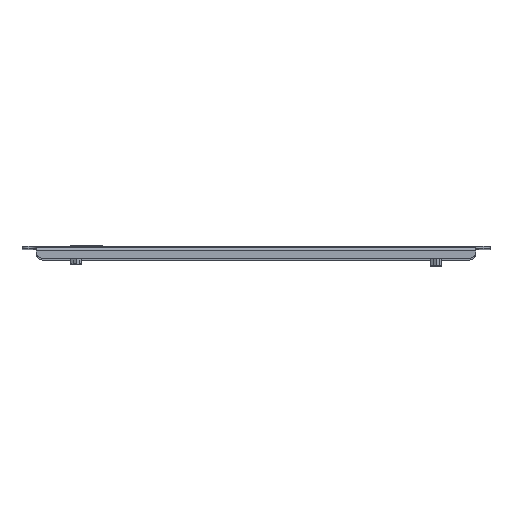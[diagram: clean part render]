
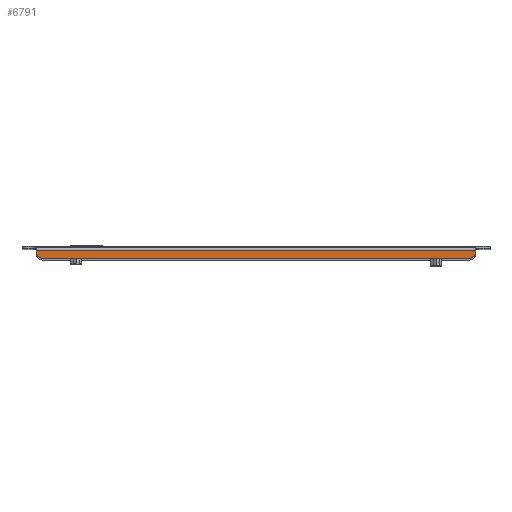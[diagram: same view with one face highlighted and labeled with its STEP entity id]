
A CAD part, top view. The second image highlights one B-rep face of the part: STEP entity #6791.
In plain terms, the highlighted planar face has unit normal (0, 0, 1).
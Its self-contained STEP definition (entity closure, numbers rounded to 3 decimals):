
#51 = EDGE_CURVE ( 'NONE', #8952, #1375, #6396, .T. ) ;
#61 = ORIENTED_EDGE ( 'NONE', *, *, #2676, .F. ) ;
#1040 = CARTESIAN_POINT ( 'NONE',  ( 0., 441.978, 445. ) ) ;
#1087 = CARTESIAN_POINT ( 'NONE',  ( -178., -5., 445. ) ) ;
#1214 = VECTOR ( 'NONE', #2169, 1000. ) ;
#1257 = VECTOR ( 'NONE', #1546, 1000. ) ;
#1313 = DIRECTION ( 'NONE',  ( 1., 0., 0. ) ) ;
#1375 = VERTEX_POINT ( 'NONE', #8137 ) ;
#1546 = DIRECTION ( 'NONE',  ( 0., 1., 0. ) ) ;
#2161 = DIRECTION ( 'NONE',  ( 0., -1., 0. ) ) ;
#2169 = DIRECTION ( 'NONE',  ( 0., -1., 0. ) ) ;
#2249 = CIRCLE ( 'NONE', #8690, 5. ) ;
#2477 = LINE ( 'NONE', #9640, #1257 ) ;
#2572 = AXIS2_PLACEMENT_3D ( 'NONE', #1087, #3596, #9928 ) ;
#2676 = EDGE_CURVE ( 'NONE', #8952, #4643, #2477, .T. ) ;
#2722 = ORIENTED_EDGE ( 'NONE', *, *, #8549, .T. ) ;
#2992 = EDGE_LOOP ( 'NONE', ( #61, #3501, #5216, #7296, #7102, #2722 ) ) ;
#3029 = DIRECTION ( 'NONE',  ( 0., -1., 0. ) ) ;
#3173 = VECTOR ( 'NONE', #1313, 1000. ) ;
#3501 = ORIENTED_EDGE ( 'NONE', *, *, #51, .T. ) ;
#3596 = DIRECTION ( 'NONE',  ( 0., 0., 1. ) ) ;
#3669 = VERTEX_POINT ( 'NONE', #8106 ) ;
#3829 = CARTESIAN_POINT ( 'NONE',  ( 178., -5., 445. ) ) ;
#3988 = CARTESIAN_POINT ( 'NONE',  ( 183., -3.5, 445. ) ) ;
#4025 = VERTEX_POINT ( 'NONE', #7498 ) ;
#4495 = DIRECTION ( 'NONE',  ( 0., 0., 1. ) ) ;
#4643 = VERTEX_POINT ( 'NONE', #5647 ) ;
#5216 = ORIENTED_EDGE ( 'NONE', *, *, #6820, .T. ) ;
#5647 = CARTESIAN_POINT ( 'NONE',  ( -183., -3.5, 445. ) ) ;
#6127 = LINE ( 'NONE', #9294, #9350 ) ;
#6170 = LINE ( 'NONE', #10066, #1214 ) ;
#6396 = CIRCLE ( 'NONE', #2572, 5. ) ;
#6505 = AXIS2_PLACEMENT_3D ( 'NONE', #1040, #9816, #3029 ) ;
#6656 = PLANE ( 'NONE',  #6505 ) ;
#6791 = ADVANCED_FACE ( 'NONE', ( #9719 ), #6656, .T. ) ;
#6820 = EDGE_CURVE ( 'NONE', #1375, #3669, #7757, .T. ) ;
#7102 = ORIENTED_EDGE ( 'NONE', *, *, #8532, .F. ) ;
#7296 = ORIENTED_EDGE ( 'NONE', *, *, #10166, .T. ) ;
#7498 = CARTESIAN_POINT ( 'NONE',  ( 183., -5., 445. ) ) ;
#7757 = LINE ( 'NONE', #8430, #3173 ) ;
#7791 = DIRECTION ( 'NONE',  ( -1., 0., 0. ) ) ;
#8106 = CARTESIAN_POINT ( 'NONE',  ( 178., -10., 445. ) ) ;
#8137 = CARTESIAN_POINT ( 'NONE',  ( -178., -10., 445. ) ) ;
#8430 = CARTESIAN_POINT ( 'NONE',  ( 195., -10., 445. ) ) ;
#8532 = EDGE_CURVE ( 'NONE', #9916, #4025, #6170, .T. ) ;
#8549 = EDGE_CURVE ( 'NONE', #9916, #4643, #6127, .T. ) ;
#8690 = AXIS2_PLACEMENT_3D ( 'NONE', #3829, #4495, #2161 ) ;
#8952 = VERTEX_POINT ( 'NONE', #10201 ) ;
#9294 = CARTESIAN_POINT ( 'NONE',  ( 0., -3.5, 445. ) ) ;
#9350 = VECTOR ( 'NONE', #7791, 1000. ) ;
#9640 = CARTESIAN_POINT ( 'NONE',  ( -183., 23.978, 445. ) ) ;
#9719 = FACE_OUTER_BOUND ( 'NONE', #2992, .T. ) ;
#9816 = DIRECTION ( 'NONE',  ( 0., 0., 1. ) ) ;
#9916 = VERTEX_POINT ( 'NONE', #3988 ) ;
#9928 = DIRECTION ( 'NONE',  ( 0., -1., 0. ) ) ;
#10066 = CARTESIAN_POINT ( 'NONE',  ( 183., 23.978, 445. ) ) ;
#10166 = EDGE_CURVE ( 'NONE', #3669, #4025, #2249, .T. ) ;
#10201 = CARTESIAN_POINT ( 'NONE',  ( -183., -5., 445. ) ) ;
